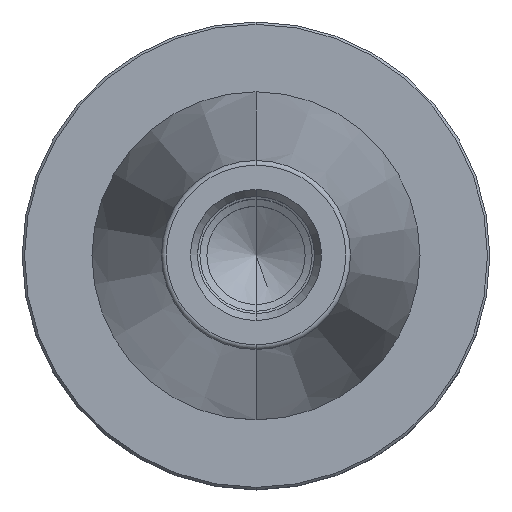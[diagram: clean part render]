
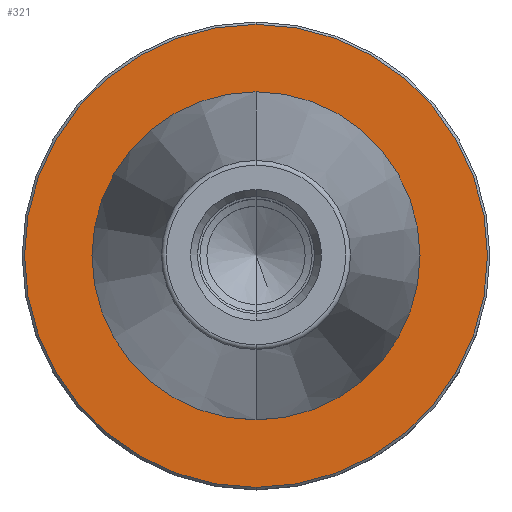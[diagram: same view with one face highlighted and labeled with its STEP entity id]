
A CAD part, top view. The second image highlights one B-rep face of the part: STEP entity #321.
In plain terms, the highlighted planar face has unit normal (0, 0, 1).
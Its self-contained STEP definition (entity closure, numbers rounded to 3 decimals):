
#291=VERTEX_POINT('',#829);
#321=ADVANCED_FACE('',(#863,#864),#865,.T.);
#373=VERTEX_POINT('',#925);
#403=VERTEX_POINT('',#958);
#489=VERTEX_POINT('',#1054);
#633=EDGE_CURVE('',#373,#403,#1216,.T.);
#685=EDGE_CURVE('',#291,#489,#1270,.T.);
#715=EDGE_CURVE('',#403,#373,#1307,.T.);
#727=EDGE_CURVE('',#489,#291,#1322,.T.);
#829=CARTESIAN_POINT('',(0.0,49.5,-3.0));
#863=FACE_OUTER_BOUND('',#1477,.T.);
#864=FACE_BOUND('',#1478,.T.);
#865=PLANE('',#1479);
#925=CARTESIAN_POINT('',(0.,-35.071,-3.0));
#958=CARTESIAN_POINT('',(0.0,35.071,-3.0));
#1054=CARTESIAN_POINT('',(0.,-49.5,-3.0));
#1216=CIRCLE('',#1934,35.071);
#1270=CIRCLE('',#2010,49.5);
#1307=CIRCLE('',#2059,35.071);
#1322=CIRCLE('',#2076,49.5);
#1477=EDGE_LOOP('',(#2243,#2244));
#1478=EDGE_LOOP('',(#2245,#2246));
#1479=AXIS2_PLACEMENT_3D('',#2247,#2248,#2249);
#1934=AXIS2_PLACEMENT_3D('',#2696,#2697,#2698);
#2010=AXIS2_PLACEMENT_3D('',#2747,#2748,#2749);
#2059=AXIS2_PLACEMENT_3D('',#2802,#2803,#2804);
#2076=AXIS2_PLACEMENT_3D('',#2832,#2833,#2834);
#2243=ORIENTED_EDGE('',*,*,#685,.F.);
#2244=ORIENTED_EDGE('',*,*,#727,.F.);
#2245=ORIENTED_EDGE('',*,*,#715,.T.);
#2246=ORIENTED_EDGE('',*,*,#633,.T.);
#2247=CARTESIAN_POINT('',(0.0,42.285,-3.0));
#2248=DIRECTION('',(-0.0,0.0,1.0));
#2249=DIRECTION('',(0.0,-1.0,0.0));
#2696=CARTESIAN_POINT('',(0.0,0.0,-3.0));
#2697=DIRECTION('',(0.0,0.0,-1.0));
#2698=DIRECTION('',(0.0,1.0,0.0));
#2747=CARTESIAN_POINT('',(0.0,0.0,-3.0));
#2748=DIRECTION('',(0.0,0.0,-1.0));
#2749=DIRECTION('',(0.0,1.0,0.0));
#2802=CARTESIAN_POINT('',(0.0,0.0,-3.0));
#2803=DIRECTION('',(0.0,0.0,-1.0));
#2804=DIRECTION('',(0.0,1.0,0.0));
#2832=CARTESIAN_POINT('',(0.0,0.0,-3.0));
#2833=DIRECTION('',(0.0,0.0,-1.0));
#2834=DIRECTION('',(0.0,1.0,0.0));
